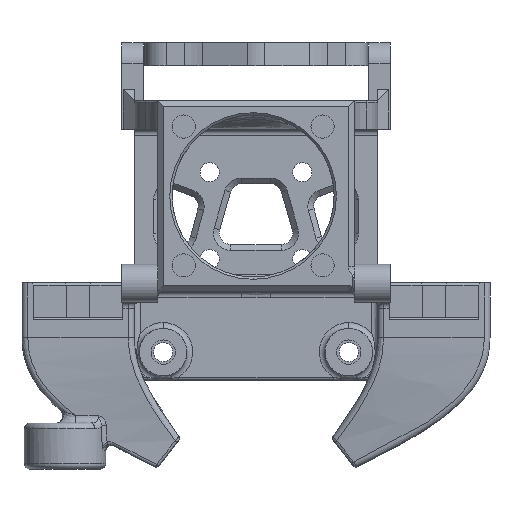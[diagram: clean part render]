
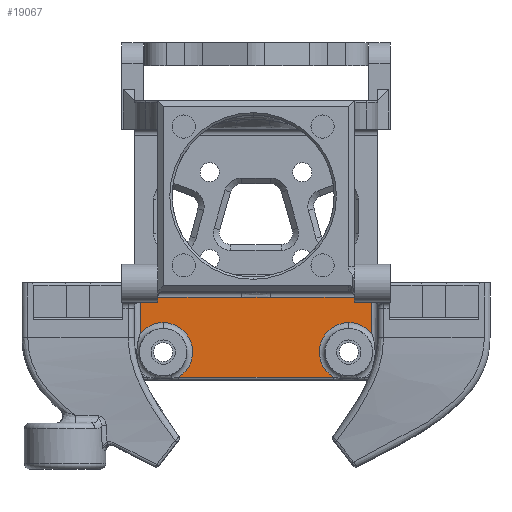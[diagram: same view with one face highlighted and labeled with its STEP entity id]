
A CAD part, front view. The second image highlights one B-rep face of the part: STEP entity #19067.
In plain terms, the highlighted planar face has unit normal (0, -1, 0).
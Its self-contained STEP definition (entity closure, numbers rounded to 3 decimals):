
#173 = VECTOR ( 'NONE', #26328, 1000. ) ;
#248 = EDGE_CURVE ( 'NONE', #16563, #24816, #18610, .T. ) ;
#1153 = CARTESIAN_POINT ( 'NONE',  ( -108.144, -4., -39.065 ) ) ;
#1318 = CARTESIAN_POINT ( 'NONE',  ( -76.044, -4., -39.065 ) ) ;
#1339 = B_SPLINE_CURVE_WITH_KNOTS ( 'NONE', 3,
 ( #18714, #12467, #27579, #7923, #25282, #23132, #5778, #14452, #3648, #20991 ),
 .UNSPECIFIED., .F., .F.,
 ( 4, 2, 2, 2, 4 ),
 ( 0., 0.001, 0.002, 0.004, 0.005 ),
 .UNSPECIFIED. ) ;
#1647 = CARTESIAN_POINT ( 'NONE',  ( -75.094, -4., -29.577 ) ) ;
#2016 = DIRECTION ( 'NONE',  ( 0., 1., 0. ) ) ;
#2032 = CIRCLE ( 'NONE', #4771, 5.1 ) ;
#2489 = ORIENTED_EDGE ( 'NONE', *, *, #6630, .T. ) ;
#3648 = CARTESIAN_POINT ( 'NONE',  ( -94.167, -4., -29.577 ) ) ;
#3718 = PLANE ( 'NONE',  #11408 ) ;
#3733 = CARTESIAN_POINT ( 'NONE',  ( -94.582, -4., -29.577 ) ) ;
#4268 = EDGE_CURVE ( 'NONE', #15751, #5788, #24277, .T. ) ;
#4423 = VERTEX_POINT ( 'NONE', #14438 ) ;
#4472 = CARTESIAN_POINT ( 'NONE',  ( -109.094, -4., -29.577 ) ) ;
#4771 = AXIS2_PLACEMENT_3D ( 'NONE', #12677, #21358, #6140 ) ;
#4839 = CARTESIAN_POINT ( 'NONE',  ( -108.144, -4., -33.965 ) ) ;
#5048 = CARTESIAN_POINT ( 'NONE',  ( -72.044, -4., -29.577 ) ) ;
#5059 = DIRECTION ( 'NONE',  ( 0., 0., 1. ) ) ;
#5778 = CARTESIAN_POINT ( 'NONE',  ( -92.924, -4., -29.551 ) ) ;
#5788 = VERTEX_POINT ( 'NONE', #22243 ) ;
#6033 = LINE ( 'NONE', #19388, #10610 ) ;
#6140 = DIRECTION ( 'NONE',  ( 0., 0., 1. ) ) ;
#6385 = EDGE_LOOP ( 'NONE', ( #10476, #15848, #25927, #12604, #12739, #20587, #9859, #22065, #2489, #22886, #18539, #23807 ) ) ;
#6630 = EDGE_CURVE ( 'NONE', #22586, #27129, #1339, .T. ) ;
#6858 = VERTEX_POINT ( 'NONE', #5048 ) ;
#6929 = CIRCLE ( 'NONE', #17810, 5.1 ) ;
#7187 = LINE ( 'NONE', #24554, #21622 ) ;
#7923 = CARTESIAN_POINT ( 'NONE',  ( -91.265, -4., -29.551 ) ) ;
#7958 = CARTESIAN_POINT ( 'NONE',  ( -76.044, -4., -33.965 ) ) ;
#7981 = DIRECTION ( 'NONE',  ( 0., 1., 0. ) ) ;
#8293 = AXIS2_PLACEMENT_3D ( 'NONE', #1318, #2016, #21362 ) ;
#8746 = LINE ( 'NONE', #23685, #13686 ) ;
#9184 = CARTESIAN_POINT ( 'NONE',  ( 0.059, -4., -29.577 ) ) ;
#9241 = CARTESIAN_POINT ( 'NONE',  ( -77.643, -4., -43.408 ) ) ;
#9285 = EDGE_CURVE ( 'NONE', #25011, #24033, #10099, .T. ) ;
#9663 = EDGE_CURVE ( 'NONE', #24816, #4423, #6929, .T. ) ;
#9859 = ORIENTED_EDGE ( 'NONE', *, *, #19416, .T. ) ;
#10099 = CIRCLE ( 'NONE', #8293, 5.1 ) ;
#10476 = ORIENTED_EDGE ( 'NONE', *, *, #248, .T. ) ;
#10610 = VECTOR ( 'NONE', #19248, 1000. ) ;
#10860 = CARTESIAN_POINT ( 'NONE',  ( 0.059, -4., -29.577 ) ) ;
#11019 = AXIS2_PLACEMENT_3D ( 'NONE', #11850, #20521, #20665 ) ;
#11263 = EDGE_CURVE ( 'NONE', #17037, #25011, #2032, .T. ) ;
#11408 = AXIS2_PLACEMENT_3D ( 'NONE', #27778, #16651, #18783 ) ;
#11850 = CARTESIAN_POINT ( 'NONE',  ( -108.144, -4., -39.065 ) ) ;
#12255 = CARTESIAN_POINT ( 'NONE',  ( -78.718, -4., -43.408 ) ) ;
#12467 = CARTESIAN_POINT ( 'NONE',  ( -90.022, -4., -29.577 ) ) ;
#12604 = ORIENTED_EDGE ( 'NONE', *, *, #11263, .T. ) ;
#12677 = CARTESIAN_POINT ( 'NONE',  ( -76.044, -4., -39.065 ) ) ;
#12727 = DIRECTION ( 'NONE',  ( -1., 0., 0. ) ) ;
#12739 = ORIENTED_EDGE ( 'NONE', *, *, #9285, .T. ) ;
#13236 = VECTOR ( 'NONE', #12727, 1000. ) ;
#13639 = CARTESIAN_POINT ( 'NONE',  ( -72.044, -4., -35.901 ) ) ;
#13686 = VECTOR ( 'NONE', #14205, 1000. ) ;
#13736 = DIRECTION ( 'NONE',  ( -1., 0., 0. ) ) ;
#14205 = DIRECTION ( 'NONE',  ( -1., 0., 0. ) ) ;
#14438 = CARTESIAN_POINT ( 'NONE',  ( -105.471, -4., -43.408 ) ) ;
#14452 = CARTESIAN_POINT ( 'NONE',  ( -93.753, -4., -29.567 ) ) ;
#14657 = FACE_OUTER_BOUND ( 'NONE', #6385, .T. ) ;
#14751 = EDGE_CURVE ( 'NONE', #5788, #16563, #26496, .T. ) ;
#14965 = VECTOR ( 'NONE', #13736, 1000. ) ;
#15172 = CARTESIAN_POINT ( 'NONE',  ( -112.144, -4., -35.901 ) ) ;
#15751 = VERTEX_POINT ( 'NONE', #4472 ) ;
#15848 = ORIENTED_EDGE ( 'NONE', *, *, #9663, .T. ) ;
#16379 = EDGE_CURVE ( 'NONE', #4423, #17037, #19767, .T. ) ;
#16563 = VERTEX_POINT ( 'NONE', #15172 ) ;
#16651 = DIRECTION ( 'NONE',  ( 0., 1., 0. ) ) ;
#17037 = VERTEX_POINT ( 'NONE', #12255 ) ;
#17646 = DIRECTION ( 'NONE',  ( 0., 0., -1. ) ) ;
#17810 = AXIS2_PLACEMENT_3D ( 'NONE', #1153, #7981, #20920 ) ;
#17823 = CARTESIAN_POINT ( 'NONE',  ( -89.607, -4., -29.577 ) ) ;
#18539 = ORIENTED_EDGE ( 'NONE', *, *, #4268, .T. ) ;
#18610 = CIRCLE ( 'NONE', #11019, 5.1 ) ;
#18714 = CARTESIAN_POINT ( 'NONE',  ( -89.607, -4., -29.577 ) ) ;
#18747 = LINE ( 'NONE', #10860, #13236 ) ;
#18783 = DIRECTION ( 'NONE',  ( 0., 0., -1. ) ) ;
#19067 = ADVANCED_FACE ( 'NONE', ( #14657 ), #3718, .F. ) ;
#19248 = DIRECTION ( 'NONE',  ( -1., 0., 0. ) ) ;
#19388 = CARTESIAN_POINT ( 'NONE',  ( -109.094, -4., -29.577 ) ) ;
#19414 = EDGE_CURVE ( 'NONE', #23339, #22586, #8746, .T. ) ;
#19416 = EDGE_CURVE ( 'NONE', #6858, #23339, #18747, .T. ) ;
#19767 = LINE ( 'NONE', #9241, #173 ) ;
#20067 = CARTESIAN_POINT ( 'NONE',  ( -112.144, -4., -15.997 ) ) ;
#20405 = VECTOR ( 'NONE', #17646, 1000. ) ;
#20521 = DIRECTION ( 'NONE',  ( 0., 1., 0. ) ) ;
#20587 = ORIENTED_EDGE ( 'NONE', *, *, #26784, .T. ) ;
#20665 = DIRECTION ( 'NONE',  ( 0., 0., 1. ) ) ;
#20920 = DIRECTION ( 'NONE',  ( 0., 0., 1. ) ) ;
#20991 = CARTESIAN_POINT ( 'NONE',  ( -94.582, -4., -29.577 ) ) ;
#21358 = DIRECTION ( 'NONE',  ( 0., 1., 0. ) ) ;
#21362 = DIRECTION ( 'NONE',  ( 0., 0., 1. ) ) ;
#21622 = VECTOR ( 'NONE', #5059, 1000. ) ;
#22065 = ORIENTED_EDGE ( 'NONE', *, *, #19414, .T. ) ;
#22243 = CARTESIAN_POINT ( 'NONE',  ( -112.144, -4., -29.577 ) ) ;
#22389 = EDGE_CURVE ( 'NONE', #27129, #15751, #6033, .T. ) ;
#22586 = VERTEX_POINT ( 'NONE', #17823 ) ;
#22886 = ORIENTED_EDGE ( 'NONE', *, *, #22389, .T. ) ;
#23132 = CARTESIAN_POINT ( 'NONE',  ( -92.509, -4., -29.545 ) ) ;
#23339 = VERTEX_POINT ( 'NONE', #1647 ) ;
#23685 = CARTESIAN_POINT ( 'NONE',  ( -109.094, -4., -29.577 ) ) ;
#23807 = ORIENTED_EDGE ( 'NONE', *, *, #14751, .T. ) ;
#24033 = VERTEX_POINT ( 'NONE', #13639 ) ;
#24277 = LINE ( 'NONE', #9184, #14965 ) ;
#24554 = CARTESIAN_POINT ( 'NONE',  ( -72.044, -4., -15.997 ) ) ;
#24816 = VERTEX_POINT ( 'NONE', #4839 ) ;
#25011 = VERTEX_POINT ( 'NONE', #7958 ) ;
#25282 = CARTESIAN_POINT ( 'NONE',  ( -91.68, -4., -29.545 ) ) ;
#25927 = ORIENTED_EDGE ( 'NONE', *, *, #16379, .T. ) ;
#26328 = DIRECTION ( 'NONE',  ( 1., 0., 0. ) ) ;
#26496 = LINE ( 'NONE', #20067, #20405 ) ;
#26784 = EDGE_CURVE ( 'NONE', #24033, #6858, #7187, .T. ) ;
#27129 = VERTEX_POINT ( 'NONE', #3733 ) ;
#27579 = CARTESIAN_POINT ( 'NONE',  ( -90.436, -4., -29.567 ) ) ;
#27778 = CARTESIAN_POINT ( 'NONE',  ( 0.059, -4., -15.997 ) ) ;
